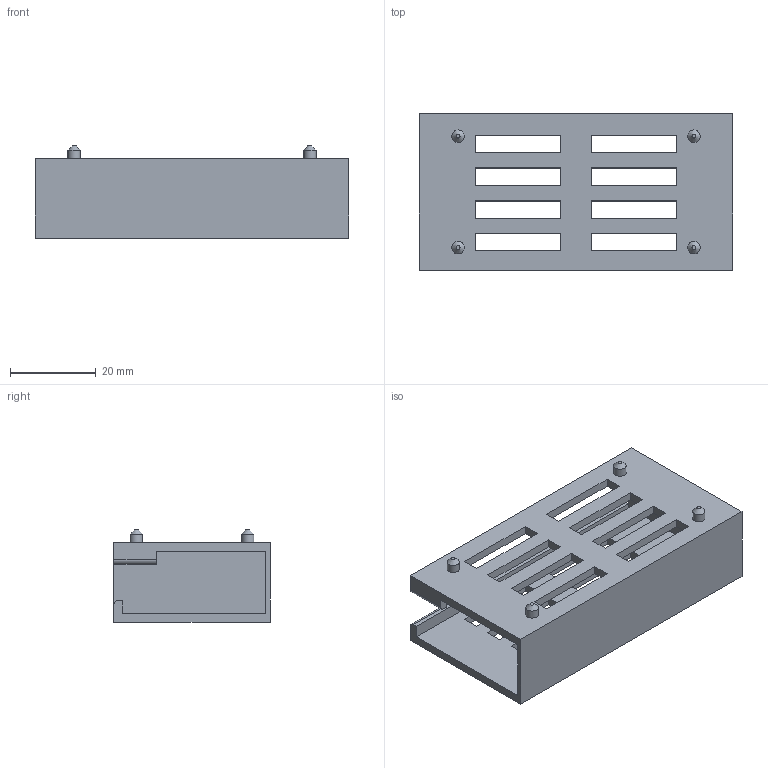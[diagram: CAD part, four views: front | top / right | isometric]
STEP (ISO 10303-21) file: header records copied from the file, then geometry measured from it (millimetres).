
FILE_DESCRIPTION(('FreeCAD Model'),'2;1');
FILE_NAME('Open CASCADE Shape Model','2025-08-01T14:58:38',('Author'),( ''),'Open CASCADE STEP processor 7.8','FreeCAD','Unknown');
FILE_SCHEMA(('AUTOMOTIVE_DESIGN { 1 0 10303 214 1 1 1 1 }'));
Length unit declared in the file: millimetre
Products named in the file (1): Body
Bounding box: 73 x 36.5 x 21.5 mm (x, y, z)
Volume: 10199.3 mm3; surface area: 14020.1 mm2
Topology: 1 solids, 1 shells, 94 faces, 260 edges, 172 vertices
Faces by surface type: plane 84, cylinder 6, cone 4
Full cylindrical faces by diameter (mm): 2.9 x4
Entity records: 3034 total; most frequent: CARTESIAN_POINT 527, ORIENTED_EDGE 520, DIRECTION 466, EDGE_CURVE 260, LINE 244, VECTOR 244, VERTEX_POINT 172, FACE_BOUND 130
